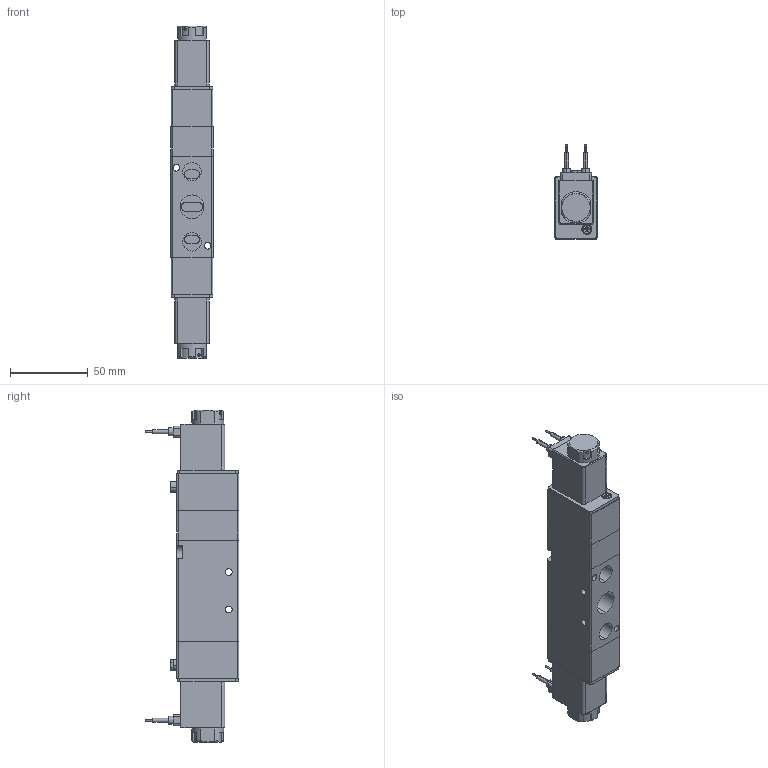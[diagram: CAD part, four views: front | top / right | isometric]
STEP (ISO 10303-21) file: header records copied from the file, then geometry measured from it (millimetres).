
FILE_DESCRIPTION (( 'STEP AP203' ), '1' );
FILE_NAME ('4V330C-E-P-10-G.STEP', '2016-07-08T20:58:22', ( '' ), ( '' ), 'SwSTEP 2.0', 'SolidWorks 2016', '' );
FILE_SCHEMA (( 'CONFIG_CONTROL_DESIGN' ));
Length unit declared in the file: inch
Products named in the file (13): 4V330C-E-P-10-G; 4V310-XD-03-+氖+-; 4V210-¯+ª(¦÷-¯-+); 4V210-¯+ª(¦÷-¯-+)_1; 4V310-10-03+漲s; 4V210-¯+ª(¦÷-¯-+)_2; 4V310-XD-02-+ｦ++ｺ+ｷ; 4V210-¯+ª(¦÷-¯-+)_3; 4V310-XD-01-戌s; 4V210-ｯ+ｪ-ｦ-+-G-+-+; cross recessed countersunk head screws gb1_GB_CROSS_SCREWS_TYPE4 M3X30-28.35  Z type-N; 4V330-10++ｦT+ｷ-G-+-+; -ｦ-+
Assembly tree (19 placements, depth 3):
  4V330C-E-P-10-G
    4V310-10-03+漲s
    4V310-XD-02-+ｦ++ｺ+ｷ  x2
    4V310-XD-01-戌s  x2
    cross recessed countersunk head screws gb1_GB_CROSS_SCREWS_TYPE4 M3X30-28.35  Z type-N  x4
    -ｦ-+
    4V310-XD-03-+氖+-  x2
    4V210-¯+ª(¦÷-¯-+)_3  x2
      4V210-¯+ª(¦÷-¯-+)
      4V210-¯+ª(¦÷-¯-+)_1
      4V210-¯+ª(¦÷-¯-+)_2
    4V210-ｯ+ｪ-ｦ-+-G-+-+
    4V330-10++ｦT+ｷ-G-+-+
Bounding box: 27 x 60.2 x 213 mm (x, y, z)
Volume: 160236.2 mm3; surface area: 56334.3 mm2
Topology: 20 solids, 20 shells, 559 faces, 1372 edges, 887 vertices
Faces by surface type: plane 291, cylinder 222, cone 36, bspline 10
Entity records: 11824 total; most frequent: CARTESIAN_POINT 2203, DIRECTION 1747, ORIENTED_EDGE 1618, EDGE_CURVE 809, AXIS2_PLACEMENT_3D 652, VERTEX_POINT 530, VECTOR 443, LINE 443
